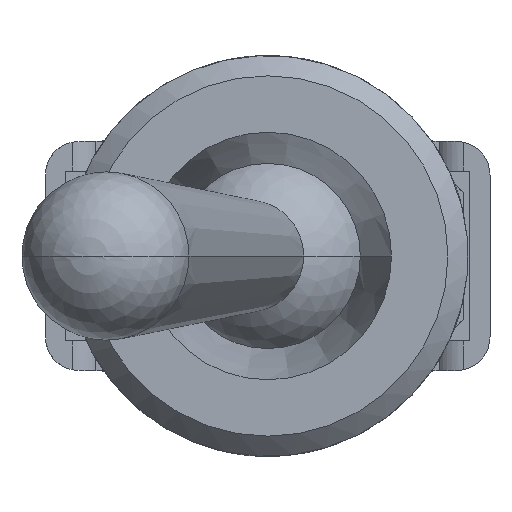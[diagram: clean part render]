
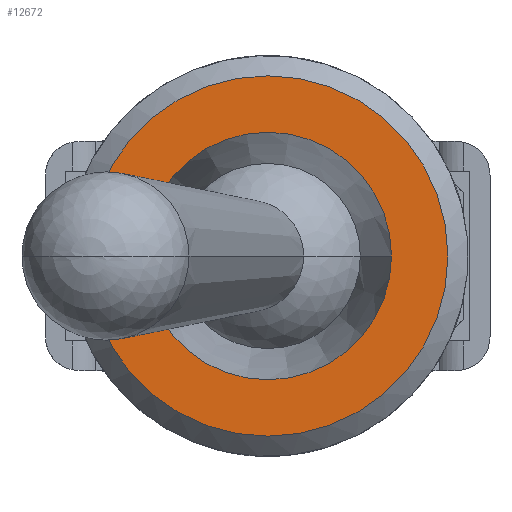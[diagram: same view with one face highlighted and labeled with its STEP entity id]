
A CAD part, front view. The second image highlights one B-rep face of the part: STEP entity #12672.
In plain terms, the highlighted planar face has unit normal (0, -1, 0).
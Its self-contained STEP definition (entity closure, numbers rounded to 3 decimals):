
#3919=DIRECTION('',(0.,0.,1.));
#3920=VECTOR('',#3919,1.9);
#3921=CARTESIAN_POINT('',(-5.05,-11.9,-0.95));
#3922=LINE('',#3921,#3920);
#3923=DIRECTION('',(-1.,0.,0.));
#3924=VECTOR('',#3923,0.215);
#3925=CARTESIAN_POINT('',(-5.05,-11.9,0.95));
#3926=LINE('',#3925,#3924);
#3927=DIRECTION('',(-1.,0.,0.));
#3928=VECTOR('',#3927,0.215);
#3929=CARTESIAN_POINT('',(-5.05,-11.9,-0.95));
#3930=LINE('',#3929,#3928);
#3931=CARTESIAN_POINT('',(0.,-11.9,0.));
#3932=DIRECTION('',(0.,1.,0.));
#3933=DIRECTION('',(1.,0.,0.));
#3934=AXIS2_PLACEMENT_3D('',#3931,#3932,#3933);
#3936=CARTESIAN_POINT('',(0.,-11.9,0.));
#3937=DIRECTION('',(0.,-1.,0.));
#3938=DIRECTION('',(1.,0.,0.));
#3939=AXIS2_PLACEMENT_3D('',#3936,#3937,#3938);
#3953=CARTESIAN_POINT('',(0.,-11.9,0.));
#3954=DIRECTION('',(0.,-1.,0.));
#3955=DIRECTION('',(-0.984,0.,-0.178));
#3956=AXIS2_PLACEMENT_3D('',#3953,#3954,#3955);
#7644=CARTESIAN_POINT('',(3.675,-11.9,0.));
#7645=VERTEX_POINT('',#7644);
#7658=CARTESIAN_POINT('',(-3.675,-11.9,0.));
#7659=VERTEX_POINT('',#7658);
#7676=CARTESIAN_POINT('',(-5.05,-11.9,-0.95));
#7677=CARTESIAN_POINT('',(-5.05,-11.9,0.95));
#7678=VERTEX_POINT('',#7676);
#7679=VERTEX_POINT('',#7677);
#7680=CARTESIAN_POINT('',(-5.265,-11.9,-0.95));
#7681=VERTEX_POINT('',#7680);
#7682=CARTESIAN_POINT('',(-5.265,-11.9,0.95));
#7683=VERTEX_POINT('',#7682);
#12653=CARTESIAN_POINT('',(0.,-11.9,0.));
#12654=DIRECTION('',(0.,1.,0.));
#12655=DIRECTION('',(1.,0.,0.));
#12656=AXIS2_PLACEMENT_3D('',#12653,#12654,#12655);
#12657=PLANE('',#12656);
#12658=ORIENTED_EDGE('',*,*,#12646,.T.);
#12659=ORIENTED_EDGE('',*,*,#12618,.T.);
#12661=ORIENTED_EDGE('',*,*,#12660,.F.);
#12663=ORIENTED_EDGE('',*,*,#12662,.F.);
#12664=EDGE_LOOP('',(#12658,#12659,#12661,#12663));
#12665=FACE_OUTER_BOUND('',#12664,.F.);
#12667=ORIENTED_EDGE('',*,*,#12666,.F.);
#12669=ORIENTED_EDGE('',*,*,#12668,.T.);
#12670=EDGE_LOOP('',(#12667,#12669));
#12671=FACE_BOUND('',#12670,.F.);
#12672=ADVANCED_FACE('',(#12665,#12671),#12657,.F.);
#3935=CIRCLE('',#3934,3.675);
#3940=CIRCLE('',#3939,3.675);
#3957=CIRCLE('',#3956,5.35);
#12618=EDGE_CURVE('',#7679,#7683,#3926,.T.);
#12646=EDGE_CURVE('',#7678,#7679,#3922,.T.);
#12660=EDGE_CURVE('',#7681,#7683,#3957,.T.);
#12662=EDGE_CURVE('',#7678,#7681,#3930,.T.);
#12666=EDGE_CURVE('',#7645,#7659,#3935,.T.);
#12668=EDGE_CURVE('',#7645,#7659,#3940,.T.);
